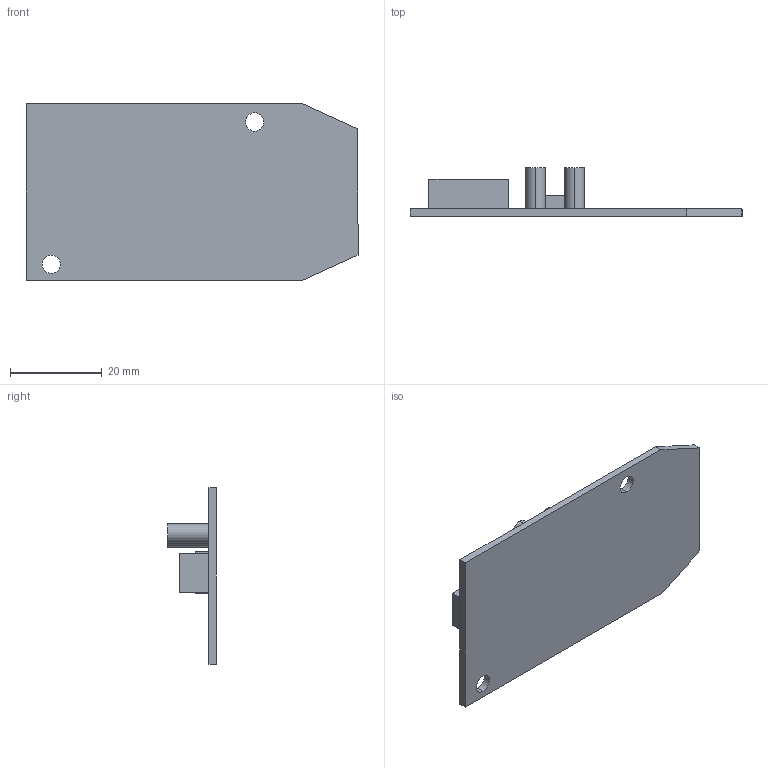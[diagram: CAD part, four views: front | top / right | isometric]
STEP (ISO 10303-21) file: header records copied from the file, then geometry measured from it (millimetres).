
FILE_DESCRIPTION (( 'STEP AP203' ), '1' );
FILE_NAME ('Sensor.STEP', '2019-12-12T16:52:09', ( '' ), ( '' ), 'SwSTEP 2.0', 'SolidWorks 2018', '' );
FILE_SCHEMA (( 'CONFIG_CONTROL_DESIGN' ));
Length unit declared in the file: millimetre
Products named in the file (1): Sensor
Bounding box: 72.3 x 10.6 x 38.5 mm (x, y, z)
Volume: 5766.5 mm3; surface area: 6450.6 mm2
Topology: 1 solids, 1 shells, 28 faces, 66 edges, 44 vertices
Faces by surface type: plane 20, cylinder 8
Entity records: 891 total; most frequent: DIRECTION 140, CARTESIAN_POINT 139, ORIENTED_EDGE 132, EDGE_CURVE 66, VECTOR 50, LINE 50, AXIS2_PLACEMENT_3D 45, VERTEX_POINT 44
